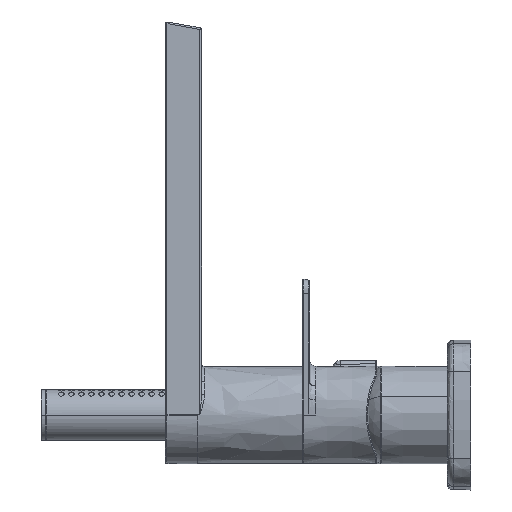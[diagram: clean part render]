
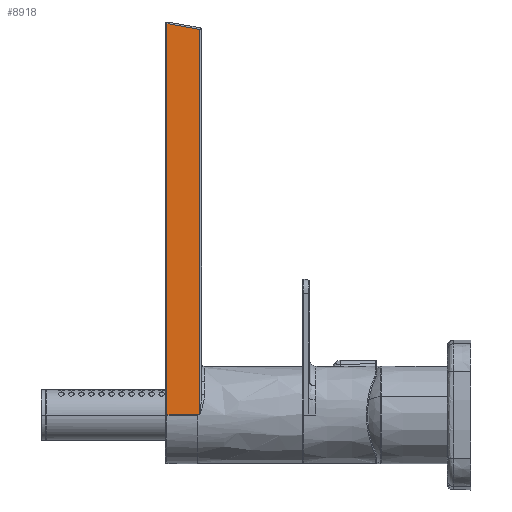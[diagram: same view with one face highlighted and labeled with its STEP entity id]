
A CAD part, left-side view. The second image highlights one B-rep face of the part: STEP entity #8918.
In plain terms, the highlighted planar face has unit normal (-1, 0, 0.007).
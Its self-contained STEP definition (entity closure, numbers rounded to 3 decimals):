
#338 = VERTEX_POINT ( 'NONE', #20779 ) ;
#622 = CARTESIAN_POINT ( 'NONE',  ( -24.249, 124.019, 0.28 ) ) ;
#1869 = DIRECTION ( 'NONE',  ( 0., -1., 0. ) ) ;
#2189 = CARTESIAN_POINT ( 'NONE',  ( -24.249, 124., 0.294 ) ) ;
#2858 = VERTEX_POINT ( 'NONE', #3973 ) ;
#2961 = CARTESIAN_POINT ( 'NONE',  ( -24.249, 122.8, 0.168 ) ) ;
#3973 = CARTESIAN_POINT ( 'NONE',  ( -22.926, 122.8, 191.91 ) ) ;
#4731 = CARTESIAN_POINT ( 'NONE',  ( -24.249, 124.032, 0.233 ) ) ;
#5534 = CARTESIAN_POINT ( 'NONE',  ( -24.249, 60., 0.167 ) ) ;
#6187 = VECTOR ( 'NONE', #19310, 1000. ) ;
#6656 = CARTESIAN_POINT ( 'NONE',  ( -24.249, 124.035, 0.203 ) ) ;
#6834 = VERTEX_POINT ( 'NONE', #17989 ) ;
#7083 = DIRECTION ( 'NONE',  ( -0.007, 0., -1. ) ) ;
#7367 = B_SPLINE_CURVE_WITH_KNOTS ( 'NONE', 5,
 ( #10664, #10106, #8137, #12095, #12007, #2189 ),
 .UNSPECIFIED., .F., .F.,
 ( 6, 6 ),
 ( 0., 1. ),
 .UNSPECIFIED. ) ;
#7525 = CARTESIAN_POINT ( 'NONE',  ( -24.249, 139.2, 0.167 ) ) ;
#7600 = ORIENTED_EDGE ( 'NONE', *, *, #22244, .F. ) ;
#7670 = CARTESIAN_POINT ( 'NONE',  ( -22.907, 139.2, 194.802 ) ) ;
#7711 = VERTEX_POINT ( 'NONE', #2961 ) ;
#7863 = EDGE_CURVE ( 'NONE', #2858, #7711, #24165, .T. ) ;
#8137 = CARTESIAN_POINT ( 'NONE',  ( -24.249, 124., 0.218 ) ) ;
#8356 = LINE ( 'NONE', #13577, #6187 ) ;
#8542 = CARTESIAN_POINT ( 'NONE',  ( -22.9, 122.8, 195.75 ) ) ;
#8794 = LINE ( 'NONE', #7670, #22149 ) ;
#8901 = CARTESIAN_POINT ( 'NONE',  ( -24.249, 124.035, 0.167 ) ) ;
#8918 = ADVANCED_FACE ( 'NONE', ( #10169 ), #19031, .F. ) ;
#8990 = VERTEX_POINT ( 'NONE', #15218 ) ;
#8991 = CARTESIAN_POINT ( 'NONE',  ( -24.249, 124., 0.294 ) ) ;
#9326 = CARTESIAN_POINT ( 'NONE',  ( -22.9, 140., 195.75 ) ) ;
#9443 = EDGE_CURVE ( 'NONE', #8990, #6834, #11339, .T. ) ;
#10106 = CARTESIAN_POINT ( 'NONE',  ( -24.25, 124., 0.193 ) ) ;
#10169 = FACE_OUTER_BOUND ( 'NONE', #15755, .T. ) ;
#10300 = VECTOR ( 'NONE', #1869, 1000. ) ;
#10664 = CARTESIAN_POINT ( 'NONE',  ( -24.25, 124., 0.167 ) ) ;
#10715 = CARTESIAN_POINT ( 'NONE',  ( -24.249, 124.01, 0.294 ) ) ;
#11030 = AXIS2_PLACEMENT_3D ( 'NONE', #9326, #25190, #7083 ) ;
#11339 = B_SPLINE_CURVE_WITH_KNOTS ( 'NONE', 3,
 ( #8991, #10715, #622, #4731, #6656, #8901 ),
 .UNSPECIFIED., .F., .F.,
 ( 4, 2, 4 ),
 ( 0., 0.5, 1. ),
 .UNSPECIFIED. ) ;
#11430 = VECTOR ( 'NONE', #22672, 1000. ) ;
#12007 = CARTESIAN_POINT ( 'NONE',  ( -24.249, 124., 0.268 ) ) ;
#12095 = CARTESIAN_POINT ( 'NONE',  ( -24.249, 124., 0.243 ) ) ;
#12240 = CARTESIAN_POINT ( 'NONE',  ( -24.249, 124.035, 0.167 ) ) ;
#13450 = ORIENTED_EDGE ( 'NONE', *, *, #9443, .F. ) ;
#13557 = ORIENTED_EDGE ( 'NONE', *, *, #17305, .T. ) ;
#13577 = CARTESIAN_POINT ( 'NONE',  ( -22.141, 139.2, 305.692 ) ) ;
#14089 = EDGE_CURVE ( 'NONE', #338, #8990, #7367, .T. ) ;
#15218 = CARTESIAN_POINT ( 'NONE',  ( -24.249, 124., 0.294 ) ) ;
#15372 = EDGE_CURVE ( 'NONE', #22878, #2858, #8794, .T. ) ;
#15755 = EDGE_LOOP ( 'NONE', ( #19380, #13557, #20485, #24141, #7600, #16751, #13450 ) ) ;
#16751 = ORIENTED_EDGE ( 'NONE', *, *, #24870, .F. ) ;
#17305 = EDGE_CURVE ( 'NONE', #338, #7711, #22421, .T. ) ;
#17989 = CARTESIAN_POINT ( 'NONE',  ( -24.249, 124.035, 0.167 ) ) ;
#18119 = DIRECTION ( 'NONE',  ( 0., 1., 0. ) ) ;
#18758 = LINE ( 'NONE', #12240, #21898 ) ;
#19031 = PLANE ( 'NONE',  #11030 ) ;
#19310 = DIRECTION ( 'NONE',  ( 0.007, 0., 1. ) ) ;
#19380 = ORIENTED_EDGE ( 'NONE', *, *, #14089, .F. ) ;
#20485 = ORIENTED_EDGE ( 'NONE', *, *, #7863, .F. ) ;
#20779 = CARTESIAN_POINT ( 'NONE',  ( -24.25, 124., 0.167 ) ) ;
#21867 = CARTESIAN_POINT ( 'NONE',  ( -22.907, 139.2, 194.802 ) ) ;
#21898 = VECTOR ( 'NONE', #18119, 1000. ) ;
#22149 = VECTOR ( 'NONE', #25427, 1000. ) ;
#22244 = EDGE_CURVE ( 'NONE', #23279, #22878, #8356, .T. ) ;
#22421 = LINE ( 'NONE', #5534, #10300 ) ;
#22672 = DIRECTION ( 'NONE',  ( -0.007, 0., -1. ) ) ;
#22878 = VERTEX_POINT ( 'NONE', #21867 ) ;
#23279 = VERTEX_POINT ( 'NONE', #7525 ) ;
#24141 = ORIENTED_EDGE ( 'NONE', *, *, #15372, .F. ) ;
#24165 = LINE ( 'NONE', #8542, #11430 ) ;
#24870 = EDGE_CURVE ( 'NONE', #6834, #23279, #18758, .T. ) ;
#25190 = DIRECTION ( 'NONE',  ( 1., 0., -0.007 ) ) ;
#25427 = DIRECTION ( 'NONE',  ( -0.001, -0.985, -0.174 ) ) ;
